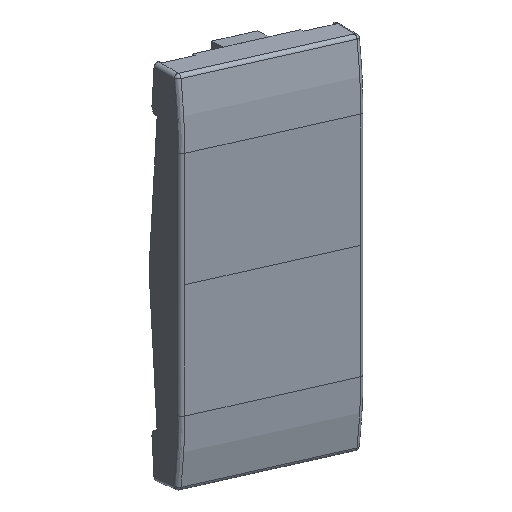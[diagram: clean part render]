
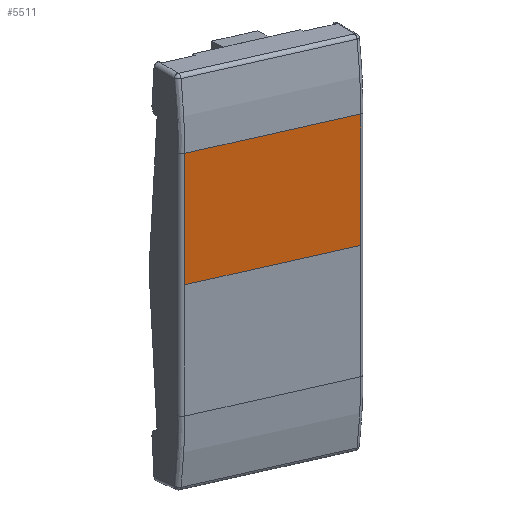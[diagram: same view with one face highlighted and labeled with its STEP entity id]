
A CAD part, top view. The second image highlights one B-rep face of the part: STEP entity #5511.
In plain terms, the highlighted face is planar.
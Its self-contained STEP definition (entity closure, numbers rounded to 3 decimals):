
#4872=CARTESIAN_POINT('Vertex',(13.969,10.53,8.875)) ;
#4909=CARTESIAN_POINT('Vertex',(0.,10.53,8.875)) ;
#4912=CARTESIAN_POINT('Line Origine',(-0.249,10.53,8.875)) ;
#5270=CARTESIAN_POINT('Vertex',(13.969,-10.53,8.875)) ;
#5309=CARTESIAN_POINT('Line Origine',(-0.249,-10.53,8.875)) ;
#5313=CARTESIAN_POINT('Vertex',(0.,-10.53,8.875)) ;
#5471=CARTESIAN_POINT('Line Origine',(13.969,0.,8.875)) ;
#5483=CARTESIAN_POINT('Axis2P3D Location',(-13.969,0.,8.875)) ;
#5493=CARTESIAN_POINT('Line Origine',(0.,0.,8.875)) ;
#4913=DIRECTION('Vector Direction',(-1.,0.,0.)) ;
#5310=DIRECTION('Vector Direction',(-1.,0.,0.)) ;
#5472=DIRECTION('Vector Direction',(0.,1.,0.)) ;
#5484=DIRECTION('Axis2P3D Direction',(0.,0.,1.)) ;
#5485=DIRECTION('Axis2P3D XDirection',(1.,0.,0.)) ;
#5494=DIRECTION('Vector Direction',(0.,1.,0.)) ;
#5486=AXIS2_PLACEMENT_3D('Plane Axis2P3D',#5483,#5484,#5485) ;
#5506=ORIENTED_EDGE('',*,*,#4916,.T.) ;
#5507=ORIENTED_EDGE('',*,*,#5497,.F.) ;
#5508=ORIENTED_EDGE('',*,*,#5315,.T.) ;
#5509=ORIENTED_EDGE('',*,*,#5475,.T.) ;
#4914=VECTOR('Line Direction',#4913,1.) ;
#5311=VECTOR('Line Direction',#5310,1.) ;
#5473=VECTOR('Line Direction',#5472,1.) ;
#5495=VECTOR('Line Direction',#5494,1.) ;
#5511=ADVANCED_FACE('PartBody',(#5510),#5487,.T.) ;
#4916=EDGE_CURVE('',#4873,#4910,#4915,.T.) ;
#5315=EDGE_CURVE('',#5314,#5271,#5312,.F.) ;
#5475=EDGE_CURVE('',#5271,#4873,#5474,.T.) ;
#5497=EDGE_CURVE('',#5314,#4910,#5496,.T.) ;
#5505=EDGE_LOOP('',(#5506,#5507,#5508,#5509)) ;
#5510=FACE_OUTER_BOUND('',#5505,.T.) ;
#4915=LINE('Line',#4912,#4914) ;
#5312=LINE('Line',#5309,#5311) ;
#5474=LINE('Line',#5471,#5473) ;
#5496=LINE('Line',#5493,#5495) ;
#5487=PLANE('',#5486) ;
#4873=VERTEX_POINT('',#4872) ;
#4910=VERTEX_POINT('',#4909) ;
#5271=VERTEX_POINT('',#5270) ;
#5314=VERTEX_POINT('',#5313) ;
